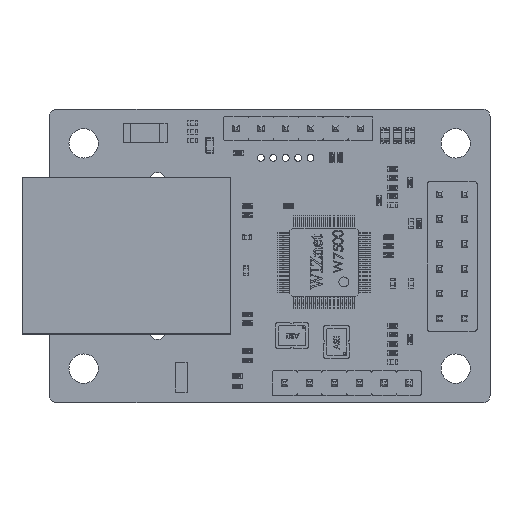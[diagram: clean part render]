
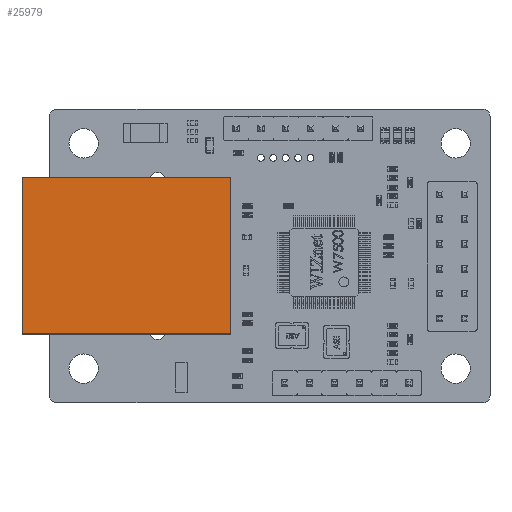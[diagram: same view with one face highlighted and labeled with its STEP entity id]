
A CAD part, top view. The second image highlights one B-rep face of the part: STEP entity #25979.
In plain terms, the highlighted face is planar.
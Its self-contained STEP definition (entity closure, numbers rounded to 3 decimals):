
#25979 = ADVANCED_FACE('',(#25980),#26014,.T.);
#25980 = FACE_BOUND('',#25981,.T.);
#25981 = EDGE_LOOP('',(#25982,#25992,#26000,#26008));
#25982 = ORIENTED_EDGE('',*,*,#25983,.T.);
#25983 = EDGE_CURVE('',#25984,#25986,#25988,.T.);
#25984 = VERTEX_POINT('',#25985);
#25985 = CARTESIAN_POINT('',(-8.,2.5,0.));
#25986 = VERTEX_POINT('',#25987);
#25987 = CARTESIAN_POINT('',(8.,2.5,0.));
#25988 = LINE('',#25989,#25990);
#25989 = CARTESIAN_POINT('',(0.,2.5,0.));
#25990 = VECTOR('',#25991,1.);
#25991 = DIRECTION('',(1.,0.,0.));
#25992 = ORIENTED_EDGE('',*,*,#25993,.T.);
#25993 = EDGE_CURVE('',#25986,#25994,#25996,.T.);
#25994 = VERTEX_POINT('',#25995);
#25995 = CARTESIAN_POINT('',(8.,2.5,-21.3));
#25996 = LINE('',#25997,#25998);
#25997 = CARTESIAN_POINT('',(8.,2.5,0.));
#25998 = VECTOR('',#25999,1.);
#25999 = DIRECTION('',(0.,0.,-1.));
#26000 = ORIENTED_EDGE('',*,*,#26001,.T.);
#26001 = EDGE_CURVE('',#25994,#26002,#26004,.T.);
#26002 = VERTEX_POINT('',#26003);
#26003 = CARTESIAN_POINT('',(-8.,2.5,-21.3));
#26004 = LINE('',#26005,#26006);
#26005 = CARTESIAN_POINT('',(0.,2.5,-21.3));
#26006 = VECTOR('',#26007,1.);
#26007 = DIRECTION('',(-1.,0.,0.));
#26008 = ORIENTED_EDGE('',*,*,#26009,.T.);
#26009 = EDGE_CURVE('',#26002,#25984,#26010,.T.);
#26010 = LINE('',#26011,#26012);
#26011 = CARTESIAN_POINT('',(-8.,2.5,0.));
#26012 = VECTOR('',#26013,1.);
#26013 = DIRECTION('',(0.,0.,1.));
#26014 = PLANE('',#26015);
#26015 = AXIS2_PLACEMENT_3D('',#26016,#26017,#26018);
#26016 = CARTESIAN_POINT('',(0.,2.5,0.));
#26017 = DIRECTION('',(0.,1.,0.));
#26018 = DIRECTION('',(0.,0.,1.));
